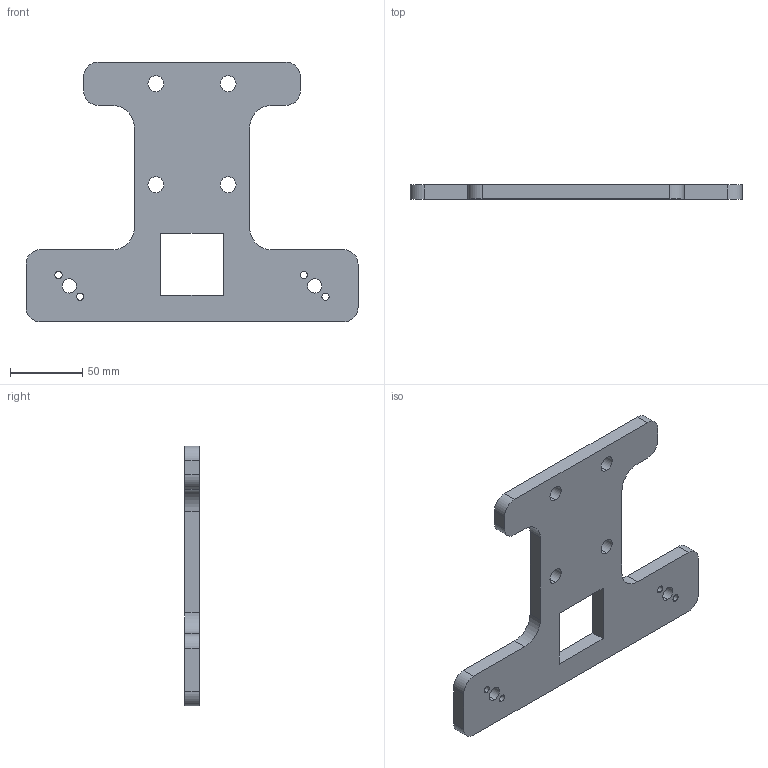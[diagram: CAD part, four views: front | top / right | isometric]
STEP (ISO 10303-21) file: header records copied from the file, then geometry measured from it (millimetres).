
FILE_DESCRIPTION (( 'STEP AP203' ), '1' );
FILE_NAME ('Seitenteil_A.STEP', '2021-11-22T19:50:21', ( '' ), ( '' ), 'SwSTEP 2.0', 'SolidWorks 2019', '' );
FILE_SCHEMA (( 'CONFIG_CONTROL_DESIGN' ));
Length unit declared in the file: millimetre
Products named in the file (1): Seitenteil_A
Bounding box: 230 x 10 x 180 mm (x, y, z)
Volume: 215093.8 mm3; surface area: 56580.3 mm2
Topology: 1 solids, 1 shells, 82 faces, 216 edges, 132 vertices
Faces by surface type: cylinder 40, cone 24, plane 18
Entity records: 2609 total; most frequent: DIRECTION 470, CARTESIAN_POINT 423, ORIENTED_EDGE 416, EDGE_CURVE 208, AXIS2_PLACEMENT_3D 179, VERTEX_POINT 132, VECTOR 112, LINE 112
